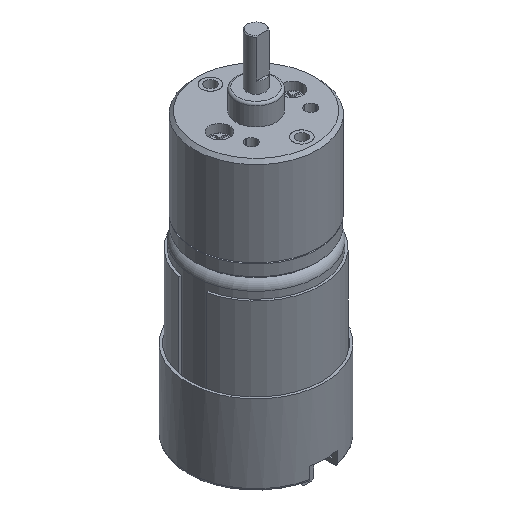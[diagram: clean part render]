
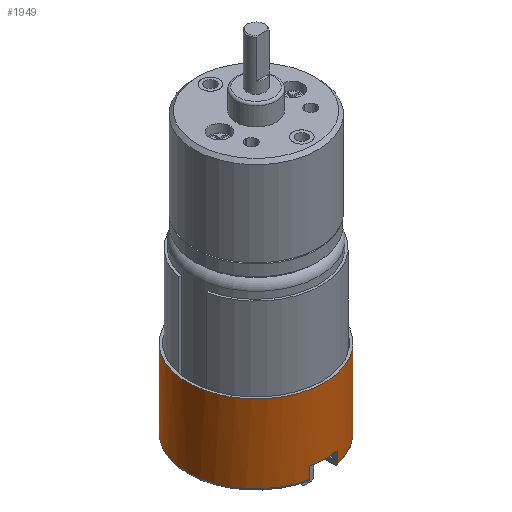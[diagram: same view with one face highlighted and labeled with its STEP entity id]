
A CAD part, isometric view. The second image highlights one B-rep face of the part: STEP entity #1949.
In plain terms, the highlighted cylindrical face has radius 15 mm (diameter 30 mm), a full revolution.
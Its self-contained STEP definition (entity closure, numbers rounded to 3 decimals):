
#271=CYLINDRICAL_SURFACE('',#7590,15.);
#1080=LINE('',#11895,#1526);
#1081=LINE('',#11900,#1527);
#1082=LINE('',#11904,#1528);
#1083=LINE('',#11908,#1529);
#1526=VECTOR('',#9599,1.);
#1527=VECTOR('',#9602,1.);
#1528=VECTOR('',#9605,1.);
#1529=VECTOR('',#9608,1.);
#1949=ADVANCED_FACE('',(#2487,#2488),#271,.T.);
#2487=FACE_BOUND('',#3044,.T.);
#2488=FACE_BOUND('',#3045,.T.);
#3044=EDGE_LOOP('',(#4722,#4723,#4724,#4725,#4726,#4727,#4728,#4729));
#3045=EDGE_LOOP('',(#4730));
#4722=ORIENTED_EDGE('',*,*,#6334,.F.);
#4723=ORIENTED_EDGE('',*,*,#6335,.T.);
#4724=ORIENTED_EDGE('',*,*,#6336,.F.);
#4725=ORIENTED_EDGE('',*,*,#6337,.F.);
#4726=ORIENTED_EDGE('',*,*,#6338,.F.);
#4727=ORIENTED_EDGE('',*,*,#6339,.T.);
#4728=ORIENTED_EDGE('',*,*,#6340,.F.);
#4729=ORIENTED_EDGE('',*,*,#6341,.F.);
#4730=ORIENTED_EDGE('',*,*,#6333,.T.);
#5472=VERTEX_POINT('',#11893);
#5473=VERTEX_POINT('',#11896);
#5474=VERTEX_POINT('',#11897);
#5475=VERTEX_POINT('',#11899);
#5476=VERTEX_POINT('',#11901);
#5477=VERTEX_POINT('',#11903);
#5478=VERTEX_POINT('',#11905);
#5479=VERTEX_POINT('',#11907);
#5480=VERTEX_POINT('',#11909);
#6333=EDGE_CURVE('',#5472,#5472,#6764,.T.);
#6334=EDGE_CURVE('',#5473,#5474,#1080,.T.);
#6335=EDGE_CURVE('',#5473,#5475,#6765,.T.);
#6336=EDGE_CURVE('',#5476,#5475,#1081,.T.);
#6337=EDGE_CURVE('',#5477,#5476,#6766,.T.);
#6338=EDGE_CURVE('',#5478,#5477,#1082,.T.);
#6339=EDGE_CURVE('',#5478,#5479,#6767,.T.);
#6340=EDGE_CURVE('',#5480,#5479,#1083,.T.);
#6341=EDGE_CURVE('',#5474,#5480,#6768,.T.);
#6764=CIRCLE('',#7584,15.);
#6765=CIRCLE('',#7586,15.);
#6766=CIRCLE('',#7587,15.);
#6767=CIRCLE('',#7588,15.);
#6768=CIRCLE('',#7589,15.);
#7584=AXIS2_PLACEMENT_3D('',#11892,#9595,#9596);
#7586=AXIS2_PLACEMENT_3D('',#11898,#9600,#9601);
#7587=AXIS2_PLACEMENT_3D('',#11902,#9603,#9604);
#7588=AXIS2_PLACEMENT_3D('',#11906,#9606,#9607);
#7589=AXIS2_PLACEMENT_3D('',#11910,#9609,#9610);
#7590=AXIS2_PLACEMENT_3D('',#11911,#9611,#9612);
#9595=DIRECTION('',(0.,0.,-1.));
#9596=DIRECTION('',(0.,-1.,0.));
#9599=DIRECTION('',(0.,0.,1.));
#9600=DIRECTION('',(0.,0.,1.));
#9601=DIRECTION('',(0.,-1.,0.));
#9602=DIRECTION('',(0.,0.,-1.));
#9603=DIRECTION('',(0.,0.,-1.));
#9604=DIRECTION('',(0.,1.,0.));
#9605=DIRECTION('',(0.,0.,1.));
#9606=DIRECTION('',(0.,0.,1.));
#9607=DIRECTION('',(0.,-1.,0.));
#9608=DIRECTION('',(0.,0.,-1.));
#9609=DIRECTION('',(0.,0.,-1.));
#9610=DIRECTION('',(0.,1.,0.));
#9611=DIRECTION('',(0.,0.,1.));
#9612=DIRECTION('',(0.,1.,0.));
#11892=CARTESIAN_POINT('',(0.,0.,
-31.8));
#11893=CARTESIAN_POINT('',(0.,-15.,-31.8));
#11895=CARTESIAN_POINT('',(3.,-14.697,-49.3));
#11896=CARTESIAN_POINT('',(3.,-14.697,-48.8));
#11897=CARTESIAN_POINT('',(3.,-14.697,-46.3));
#11898=CARTESIAN_POINT('',(0.,0.,
-48.8));
#11899=CARTESIAN_POINT('',(3.,14.697,-48.8));
#11900=CARTESIAN_POINT('',(3.,14.697,-49.3));
#11901=CARTESIAN_POINT('',(3.,14.697,-46.3));
#11902=CARTESIAN_POINT('',(0.,0.,
-46.3));
#11903=CARTESIAN_POINT('',(-3.,14.697,-46.3));
#11904=CARTESIAN_POINT('',(-3.,14.697,-49.3));
#11905=CARTESIAN_POINT('',(-3.,14.697,-48.8));
#11906=CARTESIAN_POINT('',(0.,0.,
-48.8));
#11907=CARTESIAN_POINT('',(-3.,-14.697,-48.8));
#11908=CARTESIAN_POINT('',(-3.,-14.697,-49.3));
#11909=CARTESIAN_POINT('',(-3.,-14.697,-46.3));
#11910=CARTESIAN_POINT('',(0.,0.,
-46.3));
#11911=CARTESIAN_POINT('',(0.,0.,
-49.3));
